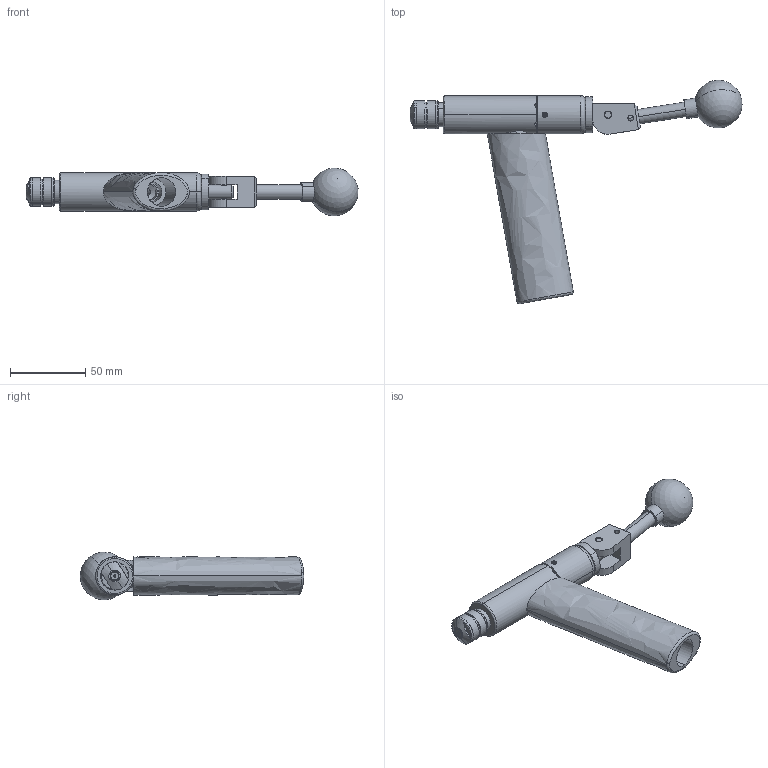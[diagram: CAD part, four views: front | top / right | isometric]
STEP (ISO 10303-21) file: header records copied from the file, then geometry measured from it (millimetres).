
FILE_DESCRIPTION (( 'STEP AP214' ), '1' );
FILE_NAME ('CTSC-003486.STEP', '2025-05-23T12:32:26', ( '' ), ( '' ), 'SwSTEP 2.0', 'SolidWorks 2023', '' );
FILE_SCHEMA (( 'AUTOMOTIVE_DESIGN' ));
Length unit declared in the file: inch
Products named in the file (1): CTSC-003486
Bounding box: 220.94 x 148.69 x 31.6 mm (x, y, z)
Volume: 153690.9 mm3; surface area: 50467 mm2
Topology: 11 solids, 13 shells, 321 faces, 750 edges, 473 vertices
Faces by surface type: cylinder 130, plane 119, cone 48, torus 15, bspline 7, sphere 2
Entity records: 15198 total; most frequent: CARTESIAN_POINT 3809, DIRECTION 1537, ORIENTED_EDGE 1486, EDGE_CURVE 743, AXIS2_PLACEMENT_3D 618, VERTEX_POINT 470, EDGE_LOOP 365, ADVANCED_FACE 321
